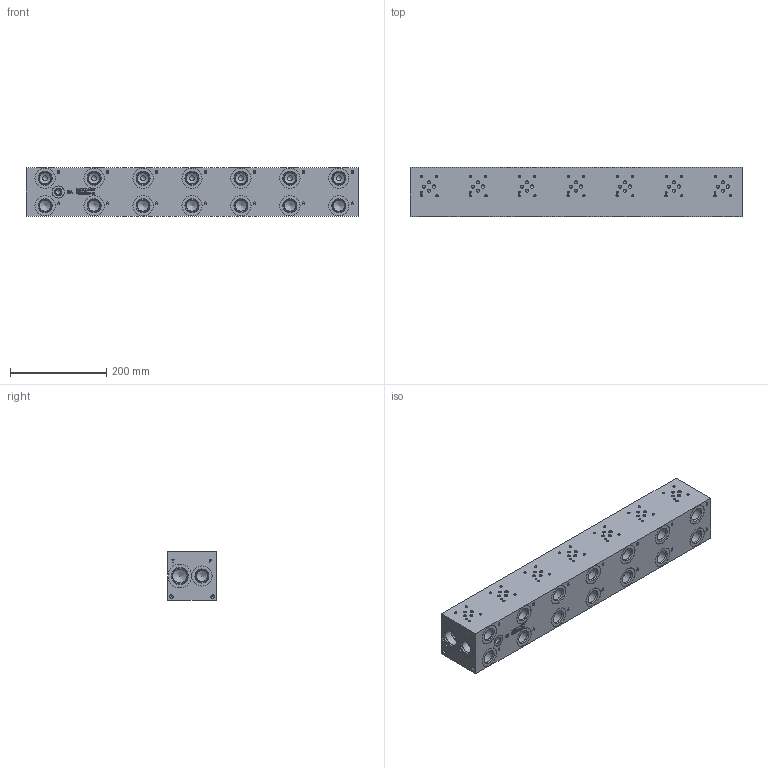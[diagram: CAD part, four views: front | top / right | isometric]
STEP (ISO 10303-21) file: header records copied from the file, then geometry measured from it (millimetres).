
FILE_DESCRIPTION(/* description */ (''),/* implementation_level */ '2;1');
FILE_NAME(/* name */ '_D03HP074S.stp',/* time_stamp */ '2021-07-20T13:02:41-04:00',/* author */ ('anthonyv'),/* organization */ (''),/* preprocessor_version */ 'ST-DEVELOPER v18.1',/* originating_system */ 'Autodesk Inventor 2021',/* authorisation */ '');
FILE_SCHEMA (('AUTOMOTIVE_DESIGN { 1 0 10303 214 3 1 1 }'));
Length unit declared in the file: millimetre
Products named in the file (1): Part_AD03HP074S_3D
Bounding box: 688.98 x 101.6 x 101.6 mm (x, y, z)
Volume: 6751217.5 mm3; surface area: 360142.1 mm2
Topology: 1 solids, 1 shells, 1109 faces, 3027 edges, 2061 vertices
Faces by surface type: plane 544, bspline 211, cylinder 202, cone 152
Full cylindrical faces by diameter (mm): 3.785 x28, 3.962 x7, 4.826 x28, 6.35 x21, 6.528 x4, 7.137 x7, 7.925 x4, 10.719 x8, 12.9 x1, 14.275 x1, 14.529 x1, 23.012 x16, 24.917 x16, 25.019 x1, 26.99 x2, 27 x14, 27.432 x16, 28.575 x2, 31.267 x2, 33.34 x1, 33.35 x1, 33.757 x2, 35.509 x1, 42.037 x16, 49.124 x2
Entity records: 36751 total; most frequent: CARTESIAN_POINT 8855, ORIENTED_EDGE 5882, DIRECTION 5068, EDGE_CURVE 2941, VERTEX_POINT 2061, LINE 1768, VECTOR 1768, AXIS2_PLACEMENT_3D 1650
